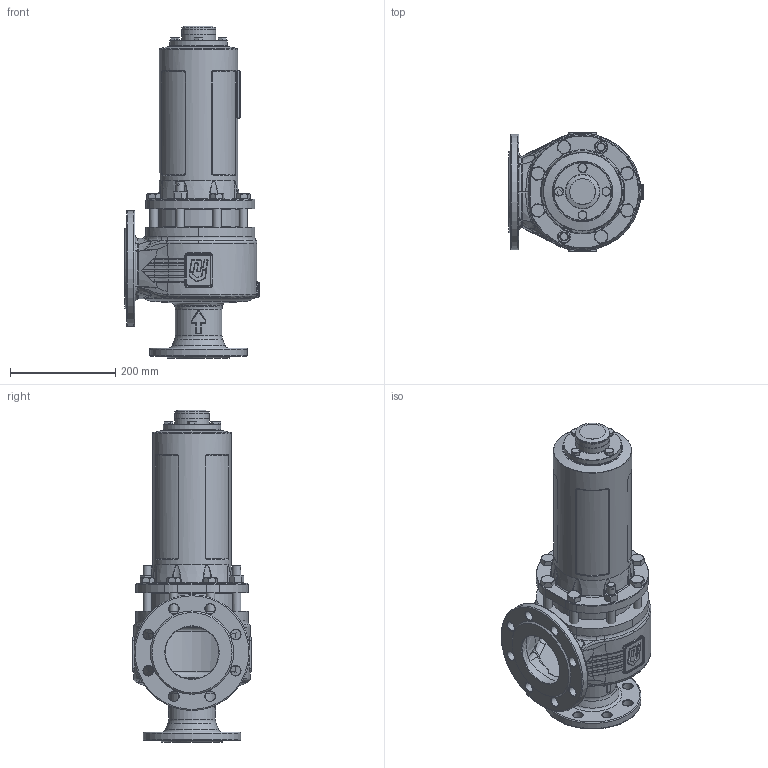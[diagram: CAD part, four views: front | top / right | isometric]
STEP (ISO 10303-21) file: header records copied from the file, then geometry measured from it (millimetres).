
FILE_DESCRIPTION(('HOOPS Exchange Step'),'2;1');
FILE_NAME('SF0602_DN65_65-100.stp','2025-06-27T13:23:00+02:00',('nieru'),('Unknown organisation'),'HOOPS Exchange 2024.2','HOOPS Exchange','Unknown authorisation');
FILE_SCHEMA( ('AP203_CONFIGURATION_CONTROLLED_3D_DESIGN_OF_MECHANICAL_PARTS_AND_ASSEMBLIES_MIM_LF') );
Length unit declared in the file: millimetre
Products named in the file (2): 0; root
Assembly tree (1 placements, depth 2):
  root
    0
Bounding box: 255 x 226.17 x 631.24 mm (x, y, z)
Volume: 9458269.6 mm3; surface area: 809627.4 mm2
Topology: 20 solids, 20 shells, 1338 faces, 3249 edges, 1965 vertices
Faces by surface type: bspline 489, cylinder 295, plane 276, torus 155, cone 122, sphere 1
Full cylindrical faces by diameter (mm): 2 x1, 3 x1, 13.835 x2, 14.63 x4, 16 x10, 19 x16, 62.8 x1, 65 x3, 67 x1, 67.29 x1, 87.067 x1, 89 x1, 110 x1, 132 x1, 149 x1, 156 x1, 160 x1, 185 x1, 220 x1
Entity records: 111222 total; most frequent: CARTESIAN_POINT 83080, ORIENTED_EDGE 6400, DIRECTION 4710, EDGE_CURVE 3200, VERTEX_POINT 1966, AXIS2_PLACEMENT_3D 1954, EDGE_LOOP 1448, FACE_BOUND 1448
